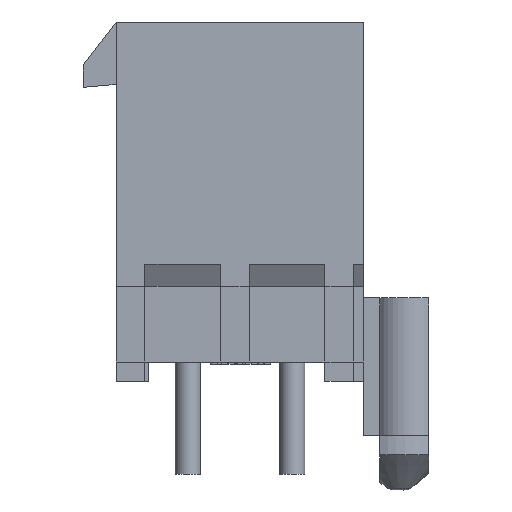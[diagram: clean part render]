
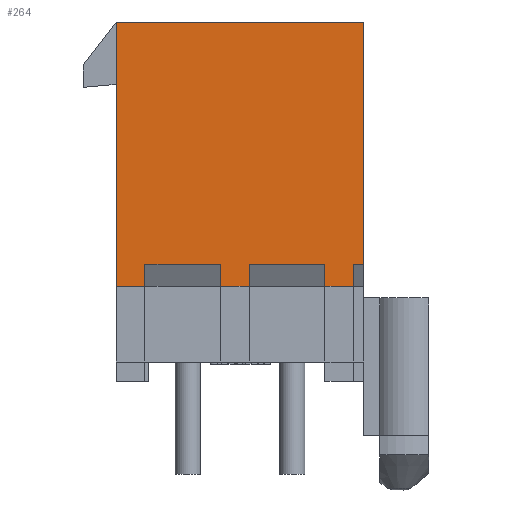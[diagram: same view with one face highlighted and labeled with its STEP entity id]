
A CAD part, front view. The second image highlights one B-rep face of the part: STEP entity #264.
In plain terms, the highlighted planar face has unit normal (0, -1, 0).
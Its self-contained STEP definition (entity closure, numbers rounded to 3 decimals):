
#145=CARTESIAN_POINT('',(-5.406,-2.794,3.235));
#146=DIRECTION('',(0.0,1.0,0.0));
#147=DIRECTION('',(0.0,0.0,1.0));
#148=AXIS2_PLACEMENT_3D('',#145,#146,#147);
#149=PLANE('',#148);
#150=CARTESIAN_POINT('',(4.915,-2.794,14.249));
#151=VERTEX_POINT('',#150);
#152=CARTESIAN_POINT('',(4.915,-2.794,4.648));
#153=VERTEX_POINT('',#152);
#154=CARTESIAN_POINT('',(4.915,-2.794,14.249));
#155=DIRECTION('',(0.0,0.0,-1.0));
#156=VECTOR('',#155,9.601);
#157=LINE('',#154,#156);
#158=EDGE_CURVE('',#151,#153,#157,.T.);
#159=ORIENTED_EDGE('',*,*,#158,.F.);
#160=CARTESIAN_POINT('',(-4.915,-2.794,14.249));
#161=VERTEX_POINT('',#160);
#162=CARTESIAN_POINT('',(-4.915,-2.794,14.249));
#163=DIRECTION('',(1.0,0.0,0.0));
#164=VECTOR('',#163,9.83);
#165=LINE('',#162,#164);
#166=EDGE_CURVE('',#161,#151,#165,.T.);
#167=ORIENTED_EDGE('',*,*,#166,.F.);
#168=CARTESIAN_POINT('',(-4.915,-2.794,3.759));
#169=VERTEX_POINT('',#168);
#170=CARTESIAN_POINT('',(-4.915,-2.794,3.759));
#171=DIRECTION('',(0.0,0.0,1.0));
#172=VECTOR('',#171,10.49);
#173=LINE('',#170,#172);
#174=EDGE_CURVE('',#169,#161,#173,.T.);
#175=ORIENTED_EDGE('',*,*,#174,.F.);
#176=CARTESIAN_POINT('',(-3.772,-2.794,3.759));
#177=VERTEX_POINT('',#176);
#178=CARTESIAN_POINT('',(-4.915,-2.794,3.759));
#179=DIRECTION('',(1.0,0.0,0.0));
#180=VECTOR('',#179,1.143);
#181=LINE('',#178,#180);
#182=EDGE_CURVE('',#169,#177,#181,.T.);
#183=ORIENTED_EDGE('',*,*,#182,.T.);
#184=CARTESIAN_POINT('',(-3.772,-2.794,4.648));
#185=VERTEX_POINT('',#184);
#186=CARTESIAN_POINT('',(-3.772,-2.794,3.759));
#187=DIRECTION('',(0.0,0.0,1.0));
#188=VECTOR('',#187,0.889);
#189=LINE('',#186,#188);
#190=EDGE_CURVE('',#177,#185,#189,.T.);
#191=ORIENTED_EDGE('',*,*,#190,.T.);
#192=CARTESIAN_POINT('',(-0.775,-2.794,4.648));
#193=VERTEX_POINT('',#192);
#194=CARTESIAN_POINT('',(-0.775,-2.794,4.648));
#195=DIRECTION('',(-1.0,0.0,0.0));
#196=VECTOR('',#195,2.997);
#197=LINE('',#194,#196);
#198=EDGE_CURVE('',#193,#185,#197,.T.);
#199=ORIENTED_EDGE('',*,*,#198,.F.);
#200=CARTESIAN_POINT('',(-0.775,-2.794,3.759));
#201=VERTEX_POINT('',#200);
#202=CARTESIAN_POINT('',(-0.775,-2.794,3.759));
#203=DIRECTION('',(0.0,0.0,1.0));
#204=VECTOR('',#203,0.889);
#205=LINE('',#202,#204);
#206=EDGE_CURVE('',#201,#193,#205,.T.);
#207=ORIENTED_EDGE('',*,*,#206,.F.);
#208=CARTESIAN_POINT('',(0.368,-2.794,3.759));
#209=VERTEX_POINT('',#208);
#210=CARTESIAN_POINT('',(-0.775,-2.794,3.759));
#211=DIRECTION('',(1.0,0.0,0.0));
#212=VECTOR('',#211,1.143);
#213=LINE('',#210,#212);
#214=EDGE_CURVE('',#201,#209,#213,.T.);
#215=ORIENTED_EDGE('',*,*,#214,.T.);
#216=CARTESIAN_POINT('',(0.368,-2.794,4.648));
#217=VERTEX_POINT('',#216);
#218=CARTESIAN_POINT('',(0.368,-2.794,3.759));
#219=DIRECTION('',(0.0,0.0,1.0));
#220=VECTOR('',#219,0.889);
#221=LINE('',#218,#220);
#222=EDGE_CURVE('',#209,#217,#221,.T.);
#223=ORIENTED_EDGE('',*,*,#222,.T.);
#224=CARTESIAN_POINT('',(3.366,-2.794,4.648));
#225=VERTEX_POINT('',#224);
#226=CARTESIAN_POINT('',(3.366,-2.794,4.648));
#227=DIRECTION('',(-1.0,0.0,0.0));
#228=VECTOR('',#227,2.997);
#229=LINE('',#226,#228);
#230=EDGE_CURVE('',#225,#217,#229,.T.);
#231=ORIENTED_EDGE('',*,*,#230,.F.);
#232=CARTESIAN_POINT('',(3.366,-2.794,3.759));
#233=VERTEX_POINT('',#232);
#234=CARTESIAN_POINT('',(3.366,-2.794,3.759));
#235=DIRECTION('',(0.0,0.0,1.0));
#236=VECTOR('',#235,0.889);
#237=LINE('',#234,#236);
#238=EDGE_CURVE('',#233,#225,#237,.T.);
#239=ORIENTED_EDGE('',*,*,#238,.F.);
#240=CARTESIAN_POINT('',(4.509,-2.794,3.759));
#241=VERTEX_POINT('',#240);
#242=CARTESIAN_POINT('',(3.366,-2.794,3.759));
#243=DIRECTION('',(1.0,0.0,0.0));
#244=VECTOR('',#243,1.143);
#245=LINE('',#242,#244);
#246=EDGE_CURVE('',#233,#241,#245,.T.);
#247=ORIENTED_EDGE('',*,*,#246,.T.);
#248=CARTESIAN_POINT('',(4.509,-2.794,4.648));
#249=VERTEX_POINT('',#248);
#250=CARTESIAN_POINT('',(4.509,-2.794,3.759));
#251=DIRECTION('',(0.0,0.0,1.0));
#252=VECTOR('',#251,0.889);
#253=LINE('',#250,#252);
#254=EDGE_CURVE('',#241,#249,#253,.T.);
#255=ORIENTED_EDGE('',*,*,#254,.T.);
#256=CARTESIAN_POINT('',(4.915,-2.794,4.648));
#257=DIRECTION('',(-1.0,0.0,0.0));
#258=VECTOR('',#257,0.406);
#259=LINE('',#256,#258);
#260=EDGE_CURVE('',#153,#249,#259,.T.);
#261=ORIENTED_EDGE('',*,*,#260,.F.);
#262=EDGE_LOOP('',(#159,#167,#175,#183,#191,#199,#207,#215,#223,#231,#239,#247,#255,#261));
#263=FACE_OUTER_BOUND('',#262,.T.);
#264=ADVANCED_FACE('',(#263),#149,.F.);
